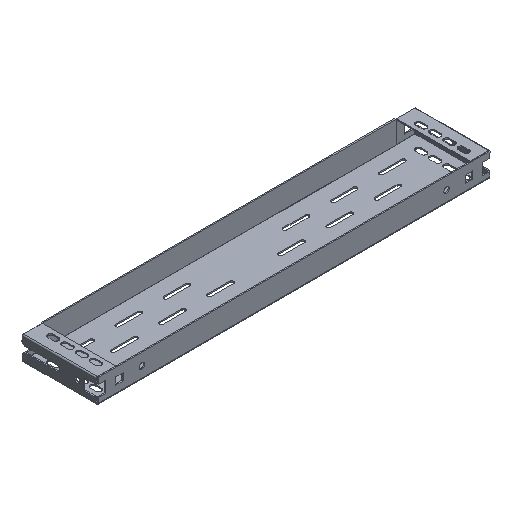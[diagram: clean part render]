
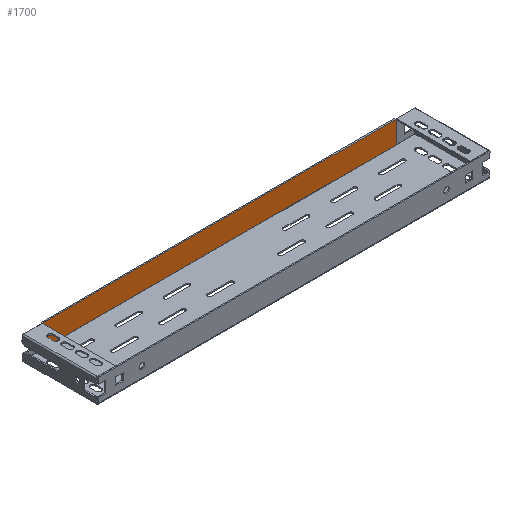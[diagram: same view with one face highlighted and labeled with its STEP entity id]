
A CAD part, isometric view. The second image highlights one B-rep face of the part: STEP entity #1700.
In plain terms, the highlighted planar face has unit normal (0, -1, 0).
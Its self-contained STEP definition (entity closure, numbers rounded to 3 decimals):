
#437 = AXIS2_PLACEMENT_3D ( 'NONE', #7951, #7972, #7973 ) ;
#974 = VECTOR ( 'NONE', #3254, 1000. ) ;
#988 = VECTOR ( 'NONE', #3257, 1000. ) ;
#995 = VECTOR ( 'NONE', #3268, 1000. ) ;
#1018 = VECTOR ( 'NONE', #3245, 1000. ) ;
#1700 = ADVANCED_FACE ( 'NONE', ( #7966 ), #7968, .T. ) ;
#2147 = ORIENTED_EDGE ( 'NONE', *, *, #9832, .F. ) ;
#2148 = ORIENTED_EDGE ( 'NONE', *, *, #9836, .F. ) ;
#2149 = ORIENTED_EDGE ( 'NONE', *, *, #9831, .F. ) ;
#2150 = ORIENTED_EDGE ( 'NONE', *, *, #9828, .F. ) ;
#3237 = LINE ( 'NONE', #3244, #1018 ) ;
#3244 = CARTESIAN_POINT ( 'NONE',  ( 224., 46.75, 0.1 ) ) ;
#3245 = DIRECTION ( 'NONE',  ( -1., 0., 0. ) ) ;
#3252 = LINE ( 'NONE', #3253, #974 ) ;
#3253 = CARTESIAN_POINT ( 'NONE',  ( 224., 46.75, 28.5 ) ) ;
#3254 = DIRECTION ( 'NONE',  ( 0., 0., -1. ) ) ;
#3255 = LINE ( 'NONE', #3256, #988 ) ;
#3256 = CARTESIAN_POINT ( 'NONE',  ( -224., 46.75, 28.5 ) ) ;
#3257 = DIRECTION ( 'NONE',  ( 0., 0., 1. ) ) ;
#3266 = LINE ( 'NONE', #3267, #995 ) ;
#3267 = CARTESIAN_POINT ( 'NONE',  ( 224., 46.75, 28.5 ) ) ;
#3268 = DIRECTION ( 'NONE',  ( 1., 0., 0. ) ) ;
#4283 = EDGE_LOOP ( 'NONE', ( #2150, #2149, #2148, #2147 ) ) ;
#4952 = CARTESIAN_POINT ( 'NONE',  ( -224., 46.75, 0.1 ) ) ;
#4960 = CARTESIAN_POINT ( 'NONE',  ( 224., 46.75, 0.1 ) ) ;
#4969 = CARTESIAN_POINT ( 'NONE',  ( -224., 46.75, 28.5 ) ) ;
#4972 = CARTESIAN_POINT ( 'NONE',  ( 224., 46.75, 28.5 ) ) ;
#7951 = CARTESIAN_POINT ( 'NONE',  ( -224., 46.75, 28.5 ) ) ;
#7966 = FACE_OUTER_BOUND ( 'NONE', #4283, .T. ) ;
#7968 = PLANE ( 'NONE',  #437 ) ;
#7972 = DIRECTION ( 'NONE',  ( 0., -1., 0. ) ) ;
#7973 = DIRECTION ( 'NONE',  ( 0., 0., -1. ) ) ;
#9208 = VERTEX_POINT ( 'NONE', #4952 ) ;
#9216 = VERTEX_POINT ( 'NONE', #4960 ) ;
#9225 = VERTEX_POINT ( 'NONE', #4969 ) ;
#9228 = VERTEX_POINT ( 'NONE', #4972 ) ;
#9828 = EDGE_CURVE ( 'NONE', #9216, #9208, #3237, .T. ) ;
#9831 = EDGE_CURVE ( 'NONE', #9228, #9216, #3252, .T. ) ;
#9832 = EDGE_CURVE ( 'NONE', #9208, #9225, #3255, .T. ) ;
#9836 = EDGE_CURVE ( 'NONE', #9225, #9228, #3266, .T. ) ;
